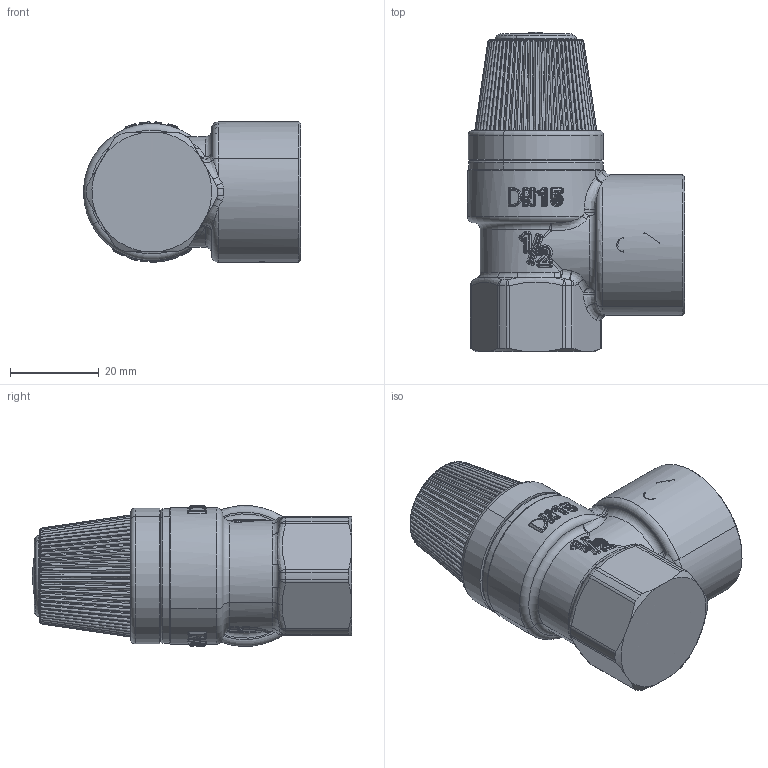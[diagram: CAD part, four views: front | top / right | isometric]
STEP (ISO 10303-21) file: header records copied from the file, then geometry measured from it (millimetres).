
FILE_DESCRIPTION(('CATIA V5 STEP Exchange'),'2;1');
FILE_NAME('STEP_532042_-_TST.stp','2018-09-27T14:29:39+00:00',('none'),('none'),'CATIA Version 5-6 Release 2016 SP4','CATIA V5 STEP AP203','none');
FILE_SCHEMA(('CONFIG_CONTROL_DESIGN'));
Length unit declared in the file: millimetre
Products named in the file (1): _5320420001_sw0001
Bounding box: 48.9 x 71.9 x 31.7 mm (x, y, z)
Surface area: 12883.3 mm2 (no closed solid volume)
Topology: 0 solids, 17 shells, 1286 faces, 3288 edges, 1892 vertices
Faces by surface type: bspline 850, cylinder 130, plane 103, torus 93, sphere 87, cone 23
Entity records: 63409 total; most frequent: CARTESIAN_POINT 43637, ORIENTED_EDGE 5842, EDGE_CURVE 3187, VERTEX_POINT 1892, B_SPLINE_CURVE_WITH_KNOTS 1617, DIRECTION 1399, ADVANCED_FACE 1286, EDGE_LOOP 1286
